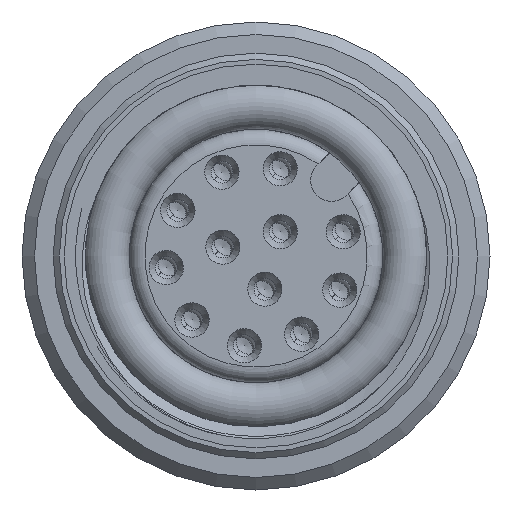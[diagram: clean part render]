
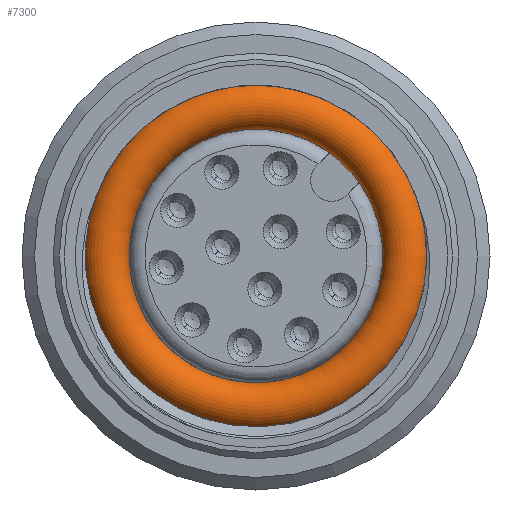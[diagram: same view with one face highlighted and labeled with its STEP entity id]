
A CAD part, front view. The second image highlights one B-rep face of the part: STEP entity #7300.
In plain terms, the highlighted toroidal (fillet/blend) face has major radius 4.812 mm and minor radius 0.75 mm.
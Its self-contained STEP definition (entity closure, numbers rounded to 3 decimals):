
#44=TOROIDAL_SURFACE($,#8321,4.812,0.75);
#1850=CIRCLE($,#8322,0.75);
#1851=CIRCLE($,#8323,5.562);
#2296=FACE_OUTER_BOUND($,#2853,.T.);
#2853=EDGE_LOOP($,(#6651,#6653,#6652,#6654));
#3673=VERTEX_POINT($,#14886);
#4684=EDGE_CURVE($,#3673,#3673,#1850,.T.);
#4685=EDGE_CURVE($,#3673,#3673,#1851,.T.);
#6651=ORIENTED_EDGE($,*,*,#4684,.T.);
#6652=ORIENTED_EDGE($,*,*,#4684,.F.);
#6653=ORIENTED_EDGE($,*,*,#4685,.T.);
#6654=ORIENTED_EDGE($,*,*,#4685,.F.);
#7300=ADVANCED_FACE($,(#2296),#44,.T.);
#8321=AXIS2_PLACEMENT_3D($,#14883,#10618,#10619);
#8322=AXIS2_PLACEMENT_3D($,#14884,#10620,#10621);
#8323=AXIS2_PLACEMENT_3D($,#14885,#10622,#10623);
#10618=DIRECTION('center_axis',(0.,-1.,0.));
#10619=DIRECTION('ref_axis',(0.,0.,-1.));
#10620=DIRECTION('center_axis',(-1.,0.,0.));
#10621=DIRECTION('ref_axis',(0.,0.,-1.));
#10622=DIRECTION('center_axis',(0.,1.,0.));
#10623=DIRECTION('ref_axis',(0.,0.,-1.));
#14883=CARTESIAN_POINT('Origin',(0.,0.,0.));
#14884=CARTESIAN_POINT('Origin',(0.,0.,-4.813));
#14885=CARTESIAN_POINT('Origin',(0.,0.,0.));
#14886=CARTESIAN_POINT('',(0.,0.,-5.562));
